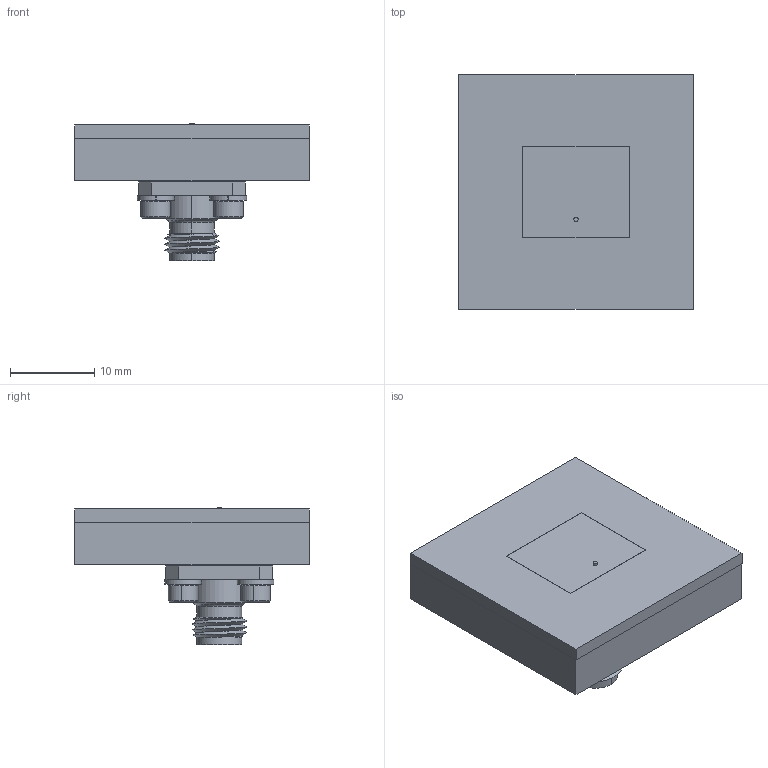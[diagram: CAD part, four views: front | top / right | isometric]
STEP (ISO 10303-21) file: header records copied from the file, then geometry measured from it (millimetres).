
FILE_DESCRIPTION (( 'STEP AP203' ), '1' );
FILE_NAME ('SAM-8428520865-SF-L1.STEP', '2019-06-06T17:53:17', ( '' ), ( '' ), 'SwSTEP 2.0', 'SolidWorks 2016', '' );
FILE_SCHEMA (( 'CONFIG_CONTROL_DESIGN' ));
Length unit declared in the file: inch
Products named in the file (1): SAM-8428520865-SF-L1
Bounding box: 27.94 x 27.94 x 16.41 mm (x, y, z)
Volume: 5664.2 mm3; surface area: 5005 mm2
Topology: 7 solids, 7 shells, 320 faces, 781 edges, 496 vertices
Faces by surface type: cylinder 164, plane 92, cone 52, bspline 10, torus 2
Entity records: 14730 total; most frequent: CARTESIAN_POINT 7751, ORIENTED_EDGE 1562, DIRECTION 1314, EDGE_CURVE 781, AXIS2_PLACEMENT_3D 501, VERTEX_POINT 496, EDGE_LOOP 359, ADVANCED_FACE 320
